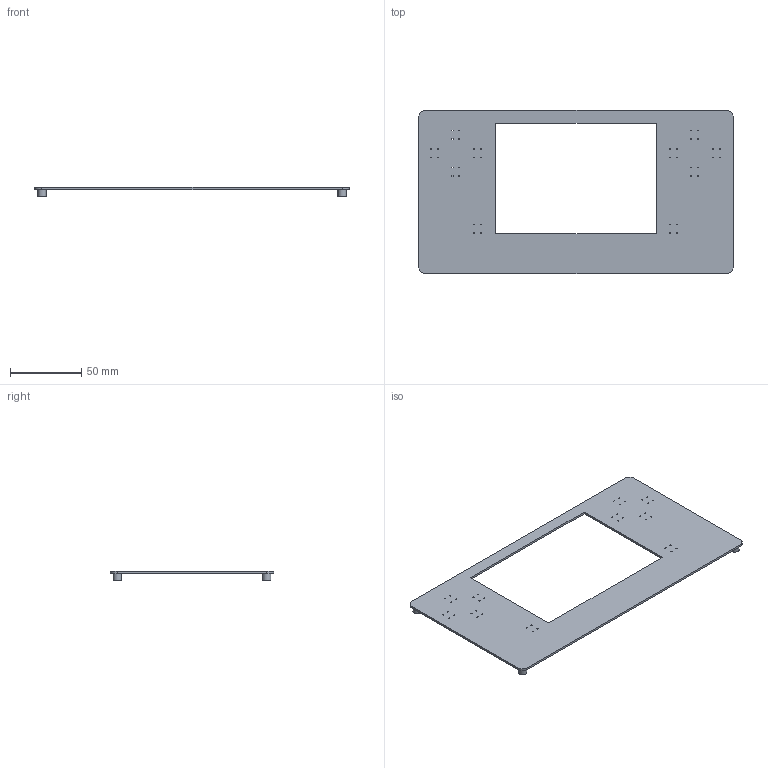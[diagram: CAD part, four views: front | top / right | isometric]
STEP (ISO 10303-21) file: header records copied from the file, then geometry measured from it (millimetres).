
FILE_DESCRIPTION(/* description */ (''),/* implementation_level */ '2;1');
FILE_NAME(/* name */ 'top.step',/* time_stamp */ '2025-07-31T20:11:52-04:00',/* author */ (''),/* organization */ (''),/* preprocessor_version */ 'ST-DEVELOPER v20.1',/* originating_system */ 'Autodesk Translation Framework v14.10.0.0',/* authorisation */ '');
FILE_SCHEMA (('AUTOMOTIVE_DESIGN { 1 0 10303 214 3 1 1 }'));
Length unit declared in the file: millimetre
Products named in the file (1): 2025-07-29-15-16-46-501
Bounding box: 221.11 x 115 x 6.5 mm (x, y, z)
Volume: 25210.1 mm3; surface area: 35453.7 mm2
Topology: 1 solids, 1 shells, 190 faces, 540 edges, 360 vertices
Faces by surface type: plane 178, cylinder 12
Full cylindrical faces by diameter (mm): 3.4 x4, 5.8 x4
Entity records: 6265 total; most frequent: CARTESIAN_POINT 1091, ORIENTED_EDGE 1080, DIRECTION 946, EDGE_CURVE 540, LINE 516, VECTOR 516, VERTEX_POINT 360, EDGE_LOOP 280
